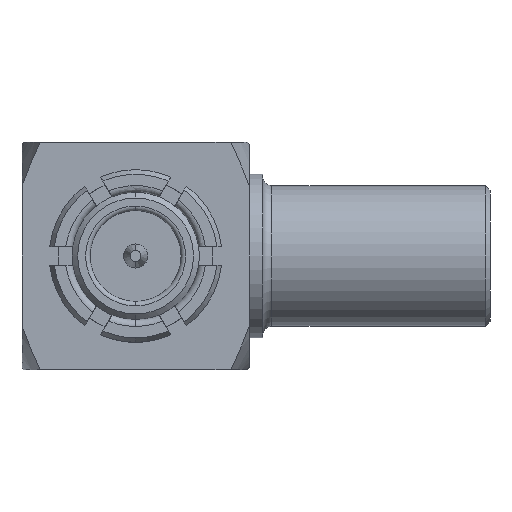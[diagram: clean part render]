
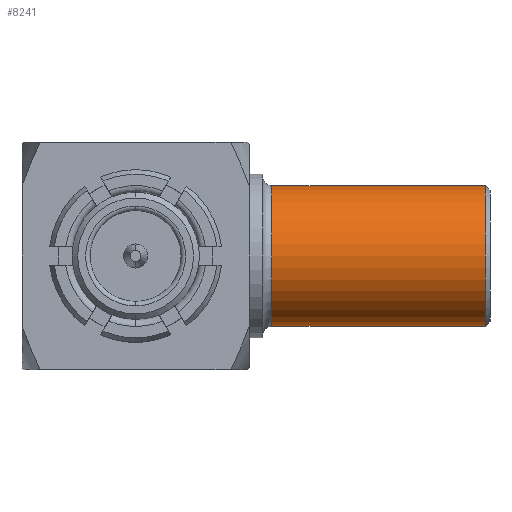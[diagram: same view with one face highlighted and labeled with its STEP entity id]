
A CAD part, left-side view. The second image highlights one B-rep face of the part: STEP entity #8241.
In plain terms, the highlighted cylindrical face has radius 1.55 mm (diameter 3.1 mm), a partial arc.
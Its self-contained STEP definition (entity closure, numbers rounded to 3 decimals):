
#450 = AXIS2_PLACEMENT_3D ( 'NONE', #2858, #7369, #3514 ) ;
#704 = CARTESIAN_POINT ( 'NONE',  ( 6.1, -3., -1.55 ) ) ;
#858 = VERTEX_POINT ( 'NONE', #2526 ) ;
#926 = VECTOR ( 'NONE', #5450, 1000. ) ;
#1023 = EDGE_LOOP ( 'NONE', ( #7784, #6616, #3980, #5990 ) ) ;
#1133 = DIRECTION ( 'NONE',  ( 0., 1., 0. ) ) ;
#1168 = FACE_OUTER_BOUND ( 'NONE', #1023, .T. ) ;
#1439 = VERTEX_POINT ( 'NONE', #704 ) ;
#1449 = VERTEX_POINT ( 'NONE', #3892 ) ;
#1568 = CARTESIAN_POINT ( 'NONE',  ( 6.1, 5.464, -1.55 ) ) ;
#1655 = VERTEX_POINT ( 'NONE', #5152 ) ;
#1911 = LINE ( 'NONE', #6861, #3217 ) ;
#2164 = AXIS2_PLACEMENT_3D ( 'NONE', #8171, #1133, #4364 ) ;
#2358 = DIRECTION ( 'NONE',  ( 0., 1., 0. ) ) ;
#2381 = DIRECTION ( 'NONE',  ( 0., 1., 0. ) ) ;
#2526 = CARTESIAN_POINT ( 'NONE',  ( 6.1, -7.7, -1.55 ) ) ;
#2528 = CIRCLE ( 'NONE', #450, 1.55 ) ;
#2799 = EDGE_CURVE ( 'NONE', #1655, #1439, #2528, .T. ) ;
#2858 = CARTESIAN_POINT ( 'NONE',  ( 6.1, -3., 0. ) ) ;
#2925 = EDGE_CURVE ( 'NONE', #858, #1449, #7937, .T. ) ;
#3217 = VECTOR ( 'NONE', #2381, 1000. ) ;
#3514 = DIRECTION ( 'NONE',  ( 0., 0., -1. ) ) ;
#3892 = CARTESIAN_POINT ( 'NONE',  ( 6.1, -7.7, 1.55 ) ) ;
#3980 = ORIENTED_EDGE ( 'NONE', *, *, #2799, .T. ) ;
#4364 = DIRECTION ( 'NONE',  ( 0., 0., -1. ) ) ;
#5152 = CARTESIAN_POINT ( 'NONE',  ( 6.1, -3., 1.55 ) ) ;
#5450 = DIRECTION ( 'NONE',  ( 0., 1., 0. ) ) ;
#5990 = ORIENTED_EDGE ( 'NONE', *, *, #6012, .F. ) ;
#6012 = EDGE_CURVE ( 'NONE', #858, #1439, #7534, .T. ) ;
#6154 = EDGE_CURVE ( 'NONE', #1449, #1655, #1911, .T. ) ;
#6228 = CARTESIAN_POINT ( 'NONE',  ( 6.1, -7.7, 0. ) ) ;
#6616 = ORIENTED_EDGE ( 'NONE', *, *, #6154, .T. ) ;
#6861 = CARTESIAN_POINT ( 'NONE',  ( 6.1, 5.464, 1.55 ) ) ;
#6862 = DIRECTION ( 'NONE',  ( 0., 0., -1. ) ) ;
#6916 = AXIS2_PLACEMENT_3D ( 'NONE', #6228, #2358, #6862 ) ;
#7216 = CYLINDRICAL_SURFACE ( 'NONE', #2164, 1.55 ) ;
#7369 = DIRECTION ( 'NONE',  ( 0., -1., 0. ) ) ;
#7534 = LINE ( 'NONE', #1568, #926 ) ;
#7784 = ORIENTED_EDGE ( 'NONE', *, *, #2925, .T. ) ;
#7937 = CIRCLE ( 'NONE', #6916, 1.55 ) ;
#8171 = CARTESIAN_POINT ( 'NONE',  ( 6.1, 5.464, 0. ) ) ;
#8241 = ADVANCED_FACE ( 'NONE', ( #1168 ), #7216, .T. ) ;
